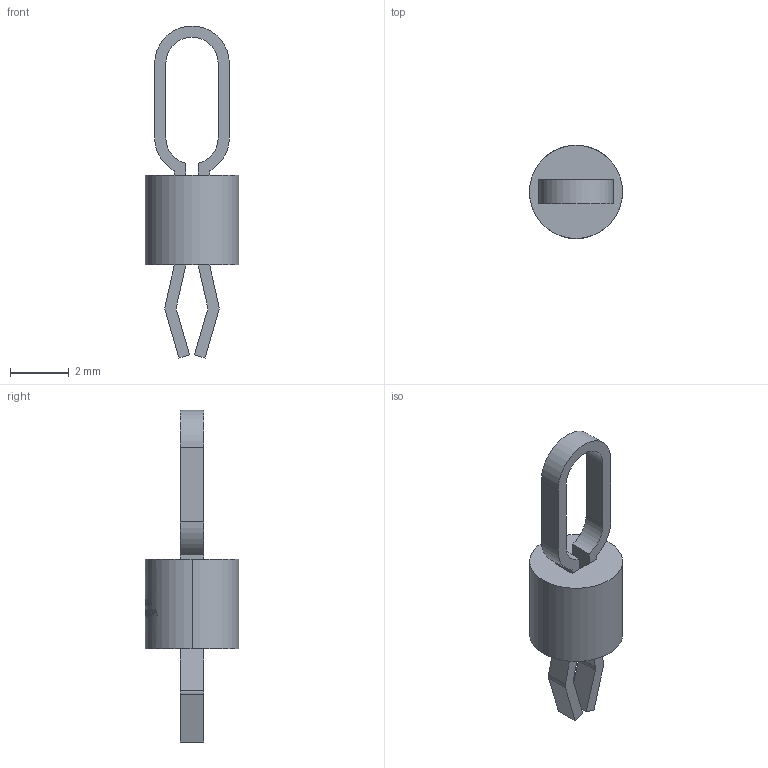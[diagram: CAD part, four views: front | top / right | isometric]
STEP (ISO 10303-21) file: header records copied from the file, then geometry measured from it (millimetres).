
FILE_DESCRIPTION (( 'STEP AP214' ), '1' );
FILE_NAME ('TEST-TH_BD3.17-P1.87.step', '2022-07-05T11:02:05', ( '' ), ( '' ), 'SwSTEP 2.0', 'SolidWorks 2020', '' );
FILE_SCHEMA (( 'AUTOMOTIVE_DESIGN' ));
Length unit declared in the file: millimetre
Products named in the file (1): TEST-TH_BD3.17-P1.87
Bounding box: 3.17 x 3.17 x 11.3 mm (x, y, z)
Volume: 28.5 mm3; surface area: 96.4 mm2
Topology: 1 solids, 1 shells, 322 faces, 894 edges, 593 vertices
Faces by surface type: plane 165, bspline 126, cylinder 31
Entity records: 15264 total; most frequent: CARTESIAN_POINT 5386, ORIENTED_EDGE 1788, EDGE_CURVE 894, DIRECTION 846, VERTEX_POINT 593, VECTOR 404, LINE 404, EDGE_LOOP 345
